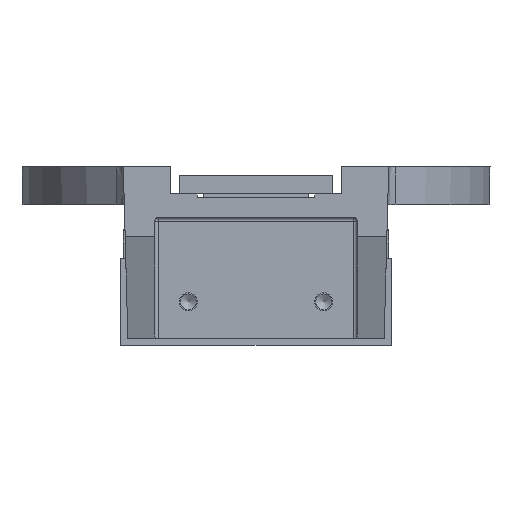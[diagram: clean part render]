
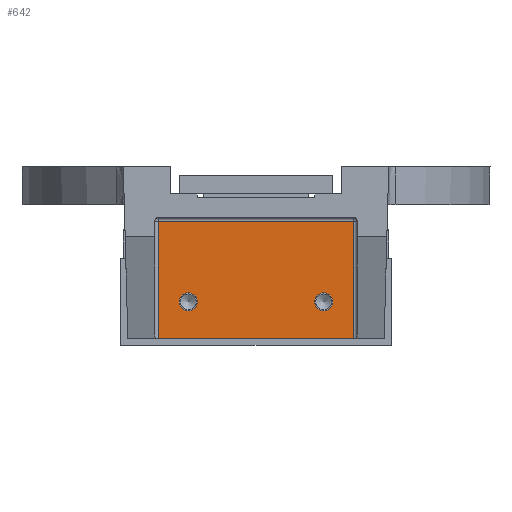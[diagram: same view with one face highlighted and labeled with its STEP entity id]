
A CAD part, left-side view. The second image highlights one B-rep face of the part: STEP entity #642.
In plain terms, the highlighted planar face has unit normal (-1, 0, 0).
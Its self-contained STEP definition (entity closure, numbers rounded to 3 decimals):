
#277=FACE_BOUND('',#1132,.T.);
#278=FACE_BOUND('',#1133,.T.);
#279=FACE_BOUND('',#1134,.T.);
#467=CIRCLE('',#3988,5.);
#468=CIRCLE('',#3989,5.);
#642=ADVANCED_FACE('',(#277,#278,#279),#846,.F.);
#846=PLANE('',#3990);
#1132=EDGE_LOOP('',(#1691));
#1133=EDGE_LOOP('',(#1692));
#1134=EDGE_LOOP('',(#1693,#1694,#1695,#1696));
#1691=ORIENTED_EDGE('',*,*,#2981,.F.);
#1692=ORIENTED_EDGE('',*,*,#2982,.T.);
#1693=ORIENTED_EDGE('',*,*,#2983,.T.);
#1694=ORIENTED_EDGE('',*,*,#2984,.T.);
#1695=ORIENTED_EDGE('',*,*,#2979,.T.);
#1696=ORIENTED_EDGE('',*,*,#2985,.T.);
#2556=VERTEX_POINT('',#5913);
#2557=VERTEX_POINT('',#5915);
#2558=VERTEX_POINT('',#5919);
#2559=VERTEX_POINT('',#5921);
#2560=VERTEX_POINT('',#5923);
#2561=VERTEX_POINT('',#5924);
#2979=EDGE_CURVE('',#2557,#2556,#3429,.T.);
#2981=EDGE_CURVE('',#2558,#2558,#467,.T.);
#2982=EDGE_CURVE('',#2559,#2559,#468,.T.);
#2983=EDGE_CURVE('',#2560,#2561,#3430,.T.);
#2984=EDGE_CURVE('',#2561,#2557,#3431,.T.);
#2985=EDGE_CURVE('',#2556,#2560,#3432,.T.);
#3429=LINE('',#5914,#3731);
#3430=LINE('',#5922,#3732);
#3431=LINE('',#5925,#3733);
#3432=LINE('',#5926,#3734);
#3731=VECTOR('',#4609,1.);
#3732=VECTOR('',#4618,1.);
#3733=VECTOR('',#4619,1.);
#3734=VECTOR('',#4620,1.);
#3988=AXIS2_PLACEMENT_3D('',#5918,#4614,#4615);
#3989=AXIS2_PLACEMENT_3D('',#5920,#4616,#4617);
#3990=AXIS2_PLACEMENT_3D('',#5927,#4621,#4622);
#4609=DIRECTION('',(0.,-1.,0.));
#4614=DIRECTION('',(-1.,0.,0.));
#4615=DIRECTION('',(0.,0.,-1.));
#4616=DIRECTION('',(1.,0.,0.));
#4617=DIRECTION('',(0.,0.,-1.));
#4618=DIRECTION('',(0.,1.,0.));
#4619=DIRECTION('',(0.,0.,-1.));
#4620=DIRECTION('',(0.,0.,1.));
#4621=DIRECTION('',(1.,0.,0.));
#4622=DIRECTION('',(0.,0.,-1.));
#5913=CARTESIAN_POINT('',(111.021,36.,-74.));
#5914=CARTESIAN_POINT('',(111.021,163.5,-74.));
#5915=CARTESIAN_POINT('',(111.021,144.,-74.));
#5918=CARTESIAN_POINT('',(111.021,127.5,-53.75));
#5919=CARTESIAN_POINT('',(111.021,127.5,-58.75));
#5920=CARTESIAN_POINT('',(111.021,52.5,-53.75));
#5921=CARTESIAN_POINT('',(111.021,52.5,-58.75));
#5922=CARTESIAN_POINT('',(111.021,146.,-9.));
#5923=CARTESIAN_POINT('',(111.021,36.,-9.));
#5924=CARTESIAN_POINT('',(111.021,144.,-9.));
#5925=CARTESIAN_POINT('',(111.021,144.,-74.));
#5926=CARTESIAN_POINT('',(111.021,36.,-9.));
#5927=CARTESIAN_POINT('',(111.021,146.,-97.));
